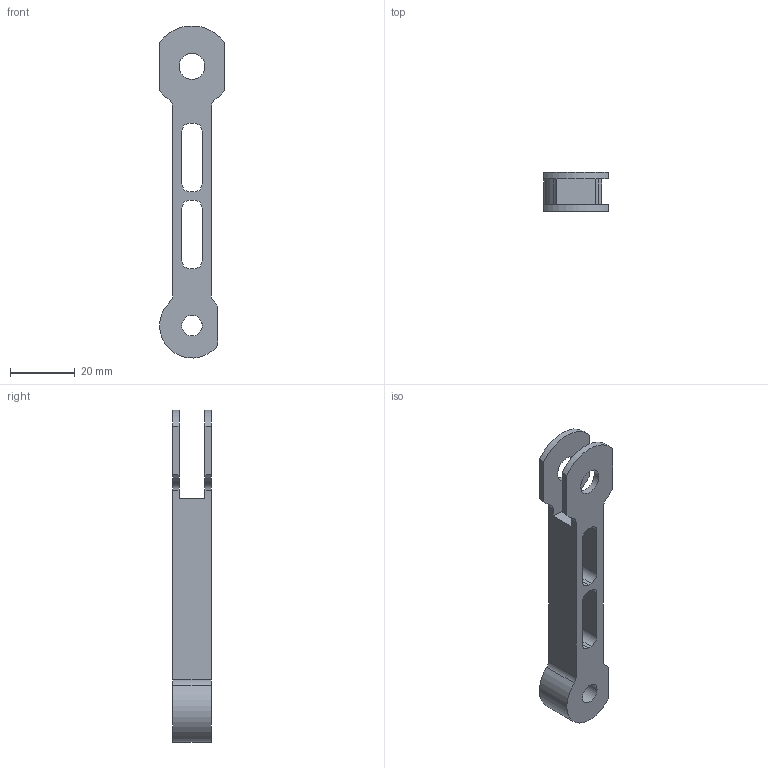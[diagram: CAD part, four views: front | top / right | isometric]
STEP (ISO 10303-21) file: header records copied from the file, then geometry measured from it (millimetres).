
FILE_DESCRIPTION(/* description */ (''),/* implementation_level */ '2;1');
FILE_NAME(/* name */ 'BrasLevierAccel_PedalierDev_v1 v4.step',/* time_stamp */ '2021-02-09T18:43:30+01:00',/* author */ (''),/* organization */ (''),/* preprocessor_version */ 'ST-DEVELOPER v18.1',/* originating_system */ 'Autodesk Translation Framework v9.7.0.1280',/* authorisation */ '');
FILE_SCHEMA (('AUTOMOTIVE_DESIGN { 1 0 10303 214 3 1 1 }'));
Length unit declared in the file: millimetre
Products named in the file (1): BrasLevierAccel_PedalierDev_v1
Bounding box: 20 x 12 x 102.44 mm (x, y, z)
Volume: 9837.7 mm3; surface area: 6991.9 mm2
Topology: 1 solids, 1 shells, 46 faces, 133 edges, 89 vertices
Faces by surface type: cylinder 26, plane 20
Full cylindrical faces by diameter (mm): 3.332 x1, 6.35 x1, 8 x2
Entity records: 1623 total; most frequent: CARTESIAN_POINT 303, DIRECTION 276, ORIENTED_EDGE 266, EDGE_CURVE 133, AXIS2_PLACEMENT_3D 98, VERTEX_POINT 89, LINE 80, VECTOR 80
